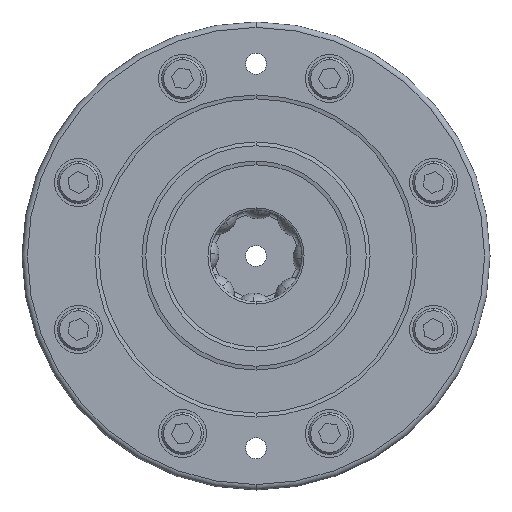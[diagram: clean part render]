
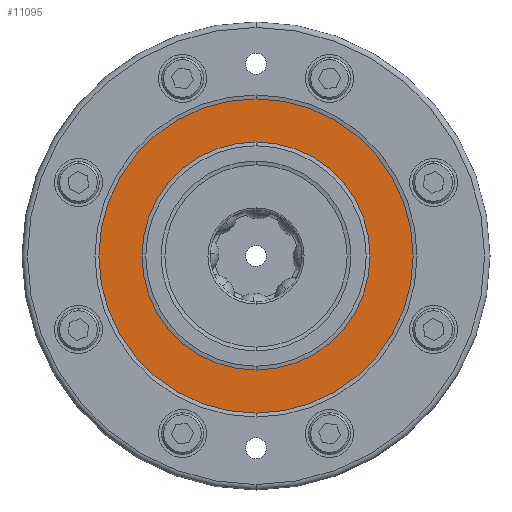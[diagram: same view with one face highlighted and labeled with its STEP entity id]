
A CAD part, front view. The second image highlights one B-rep face of the part: STEP entity #11095.
In plain terms, the highlighted planar face has unit normal (0, -1, 0).
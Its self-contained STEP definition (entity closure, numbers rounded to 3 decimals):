
#53 = DIRECTION ( 'NONE',  ( 0., 1., 0. ) ) ;
#833 = DIRECTION ( 'NONE',  ( 0., 0., 1. ) ) ;
#951 = CIRCLE ( 'NONE', #5480, 37.6 ) ;
#1756 = EDGE_CURVE ( 'NONE', #10205, #7309, #9903, .T. ) ;
#1849 = VERTEX_POINT ( 'NONE', #7429 ) ;
#2555 = VERTEX_POINT ( 'NONE', #4747 ) ;
#3089 = PLANE ( 'NONE',  #4283 ) ;
#3120 = AXIS2_PLACEMENT_3D ( 'NONE', #11878, #4398, #13138 ) ;
#4283 = AXIS2_PLACEMENT_3D ( 'NONE', #9329, #11850, #4359 ) ;
#4359 = DIRECTION ( 'NONE',  ( 0., 0., -1. ) ) ;
#4390 = CARTESIAN_POINT ( 'NONE',  ( 27.231, 13.81, 149.6 ) ) ;
#4398 = DIRECTION ( 'NONE',  ( 0., 1., 0. ) ) ;
#4495 = EDGE_CURVE ( 'NONE', #1849, #2555, #8537, .T. ) ;
#4584 = ORIENTED_EDGE ( 'NONE', *, *, #13094, .T. ) ;
#4747 = CARTESIAN_POINT ( 'NONE',  ( 27.231, 13.81, 139.3 ) ) ;
#5370 = AXIS2_PLACEMENT_3D ( 'NONE', #15840, #8329, #833 ) ;
#5480 = AXIS2_PLACEMENT_3D ( 'NONE', #7561, #53, #8796 ) ;
#5957 = CARTESIAN_POINT ( 'NONE',  ( 27.231, 13.81, 74.4 ) ) ;
#6624 = ORIENTED_EDGE ( 'NONE', *, *, #4495, .T. ) ;
#7268 = CARTESIAN_POINT ( 'NONE',  ( 27.231, 13.81, 112. ) ) ;
#7309 = VERTEX_POINT ( 'NONE', #4390 ) ;
#7429 = CARTESIAN_POINT ( 'NONE',  ( 27.231, 13.81, 84.7 ) ) ;
#7530 = FACE_OUTER_BOUND ( 'NONE', #10057, .T. ) ;
#7561 = CARTESIAN_POINT ( 'NONE',  ( 27.231, 13.81, 112. ) ) ;
#7640 = AXIS2_PLACEMENT_3D ( 'NONE', #7268, #16060, #8544 ) ;
#8329 = DIRECTION ( 'NONE',  ( 0., 1., 0. ) ) ;
#8475 = ORIENTED_EDGE ( 'NONE', *, *, #8884, .F. ) ;
#8537 = CIRCLE ( 'NONE', #5370, 27.3 ) ;
#8544 = DIRECTION ( 'NONE',  ( 0., 0., 1. ) ) ;
#8796 = DIRECTION ( 'NONE',  ( 0., 0., 1. ) ) ;
#8884 = EDGE_CURVE ( 'NONE', #7309, #10205, #951, .T. ) ;
#9329 = CARTESIAN_POINT ( 'NONE',  ( -10.369, 13.81, 112. ) ) ;
#9903 = CIRCLE ( 'NONE', #7640, 37.6 ) ;
#10057 = EDGE_LOOP ( 'NONE', ( #16119, #8475 ) ) ;
#10205 = VERTEX_POINT ( 'NONE', #5957 ) ;
#11095 = ADVANCED_FACE ( 'NONE', ( #7530, #14208 ), #3089, .T. ) ;
#11850 = DIRECTION ( 'NONE',  ( 0., -1., 0. ) ) ;
#11878 = CARTESIAN_POINT ( 'NONE',  ( 27.231, 13.81, 112. ) ) ;
#13094 = EDGE_CURVE ( 'NONE', #2555, #1849, #15004, .T. ) ;
#13138 = DIRECTION ( 'NONE',  ( 0., 0., 1. ) ) ;
#13525 = EDGE_LOOP ( 'NONE', ( #4584, #6624 ) ) ;
#14208 = FACE_BOUND ( 'NONE', #13525, .T. ) ;
#15004 = CIRCLE ( 'NONE', #3120, 27.3 ) ;
#15840 = CARTESIAN_POINT ( 'NONE',  ( 27.231, 13.81, 112. ) ) ;
#16060 = DIRECTION ( 'NONE',  ( 0., 1., 0. ) ) ;
#16119 = ORIENTED_EDGE ( 'NONE', *, *, #1756, .F. ) ;
